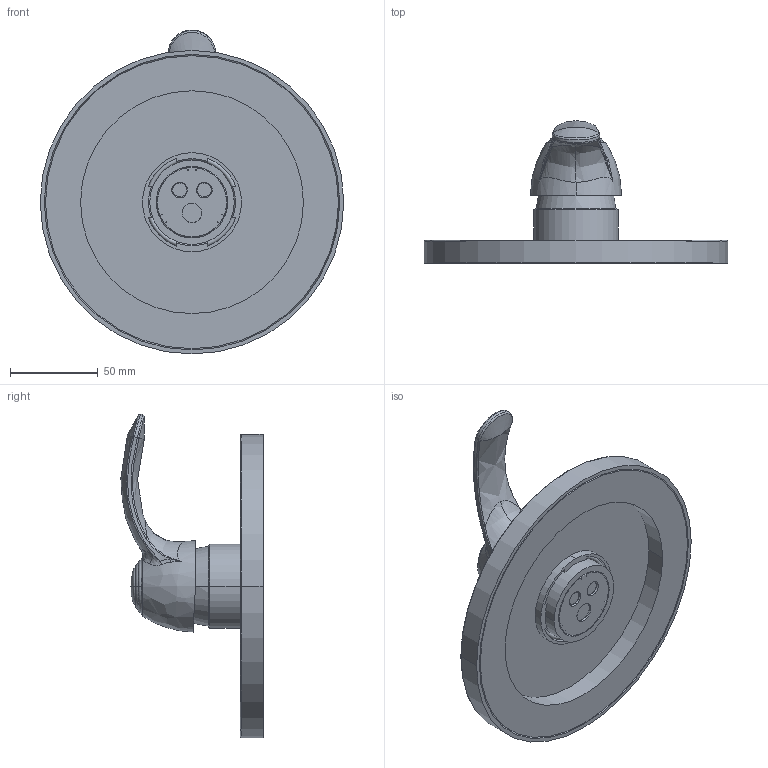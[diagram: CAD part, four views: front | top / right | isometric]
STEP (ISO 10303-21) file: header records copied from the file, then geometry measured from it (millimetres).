
FILE_DESCRIPTION((''),'2;1');
FILE_NAME('FABOX010CR','2021-11-10T09:13:08',('ut3'),('PAFFONI SpA'),'CREO PARAMETRIC BY PTC INC, 2020044','CREO PARAMETRIC BY PTC INC, 2020044','');
FILE_SCHEMA(('CONFIG_CONTROL_DESIGN','SHAPE_APPEARANCE_LAYERS_GROUPS'));
Length unit declared in the file: millimetre
Products named in the file (1): FABOX010CR
Bounding box: 173 x 81.11 x 184.63 mm (x, y, z)
Volume: 241360.6 mm3; surface area: 113007.5 mm2
Topology: 2 solids, 2 shells, 1014 faces, 2764 edges, 1756 vertices
Faces by surface type: plane 596, cylinder 237, torus 87, cone 45, bspline 39, sphere 10
Entity records: 43751 total; most frequent: CARTESIAN_POINT 11180, ORIENTED_EDGE 5504, DIRECTION 5163, EDGE_CURVE 2752, AXIS2_PLACEMENT_3D 1832, VERTEX_POINT 1756, VECTOR 1499, LINE 1499
